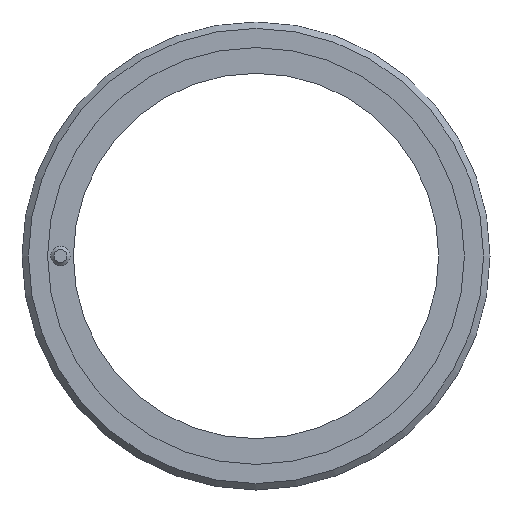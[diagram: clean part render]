
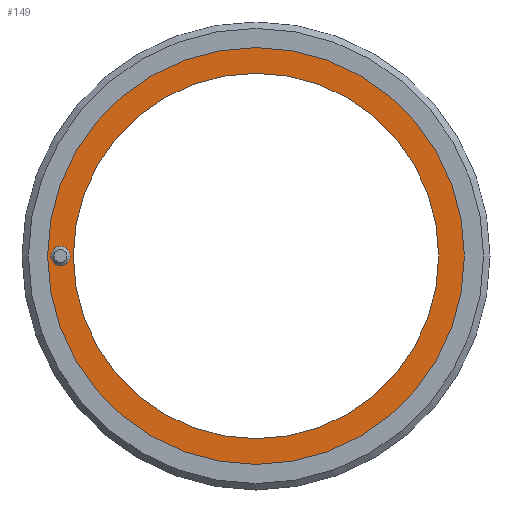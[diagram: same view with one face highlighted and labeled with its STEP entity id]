
A CAD part, front view. The second image highlights one B-rep face of the part: STEP entity #149.
In plain terms, the highlighted planar face has unit normal (0, -1, 0).
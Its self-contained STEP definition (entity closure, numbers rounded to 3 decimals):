
#15=FACE_BOUND('',#42,.T.);
#16=FACE_BOUND('',#43,.T.);
#20=PLANE('',#177);
#30=FACE_OUTER_BOUND('',#41,.T.);
#41=EDGE_LOOP('',(#116));
#42=EDGE_LOOP('',(#117));
#43=EDGE_LOOP('',(#118));
#69=CIRCLE('',#175,1.5);
#70=CIRCLE('',#178,32.5);
#71=CIRCLE('',#179,28.5);
#80=VERTEX_POINT('',#254);
#81=VERTEX_POINT('',#259);
#82=VERTEX_POINT('',#261);
#93=EDGE_CURVE('',#80,#80,#69,.T.);
#94=EDGE_CURVE('',#81,#81,#70,.T.);
#95=EDGE_CURVE('',#82,#82,#71,.T.);
#116=ORIENTED_EDGE('',*,*,#94,.F.);
#117=ORIENTED_EDGE('',*,*,#93,.T.);
#118=ORIENTED_EDGE('',*,*,#95,.F.);
#149=ADVANCED_FACE('',(#30,#15,#16),#20,.F.);
#175=AXIS2_PLACEMENT_3D('',#256,#205,#206);
#177=AXIS2_PLACEMENT_3D('',#258,#209,#210);
#178=AXIS2_PLACEMENT_3D('',#260,#211,#212);
#179=AXIS2_PLACEMENT_3D('',#262,#213,#214);
#205=DIRECTION('center_axis',(0.,1.,0.));
#206=DIRECTION('ref_axis',(1.,0.,0.));
#209=DIRECTION('center_axis',(0.,1.,0.));
#210=DIRECTION('ref_axis',(-1.,0.,0.));
#211=DIRECTION('center_axis',(0.,1.,0.));
#212=DIRECTION('ref_axis',(-1.,0.,0.));
#213=DIRECTION('center_axis',(0.,-1.,0.));
#214=DIRECTION('ref_axis',(-1.,0.,0.));
#254=CARTESIAN_POINT('',(-222.121,-33.,-182.5));
#256=CARTESIAN_POINT('Origin',(-220.621,-33.,-182.5));
#258=CARTESIAN_POINT('Origin',(-190.121,-33.,-182.5));
#259=CARTESIAN_POINT('',(-157.621,-33.,-182.5));
#260=CARTESIAN_POINT('Origin',(-190.121,-33.,-182.5));
#261=CARTESIAN_POINT('',(-161.621,-33.,-182.5));
#262=CARTESIAN_POINT('Origin',(-190.121,-33.,-182.5));
